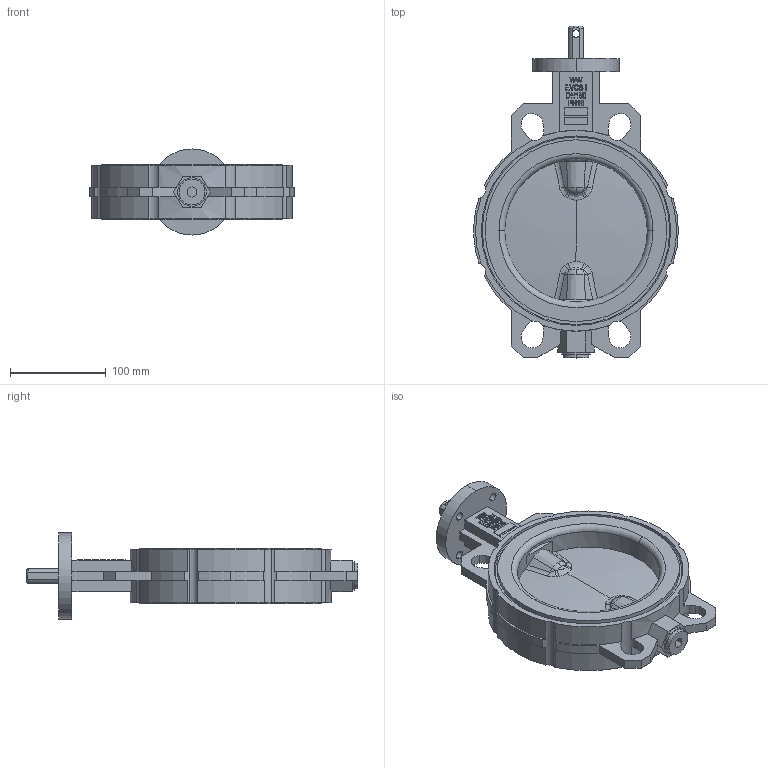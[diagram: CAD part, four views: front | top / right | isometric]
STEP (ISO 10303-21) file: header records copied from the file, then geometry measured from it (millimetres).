
FILE_DESCRIPTION (( 'STEP AP214' ), '1' );
FILE_NAME ('EVCS-i DN150 PN16 F07-L16.STEP', '2024-04-24T10:28:46', ( '' ), ( '' ), 'SwSTEP 2.0', 'SolidWorks 2015', '' );
FILE_SCHEMA (( 'AUTOMOTIVE_DESIGN' ));
Length unit declared in the file: millimetre
Products named in the file (1): EVCS-i DN150 PN16 F07-L16
Bounding box: 214 x 347 x 90 mm (x, y, z)
Volume: 1403222.3 mm3; surface area: 184494.1 mm2
Topology: 1 solids, 1 shells, 483 faces, 1316 edges, 863 vertices
Faces by surface type: plane 248, bspline 99, cylinder 96, torus 24, cone 12, sphere 4
Entity records: 24738 total; most frequent: CARTESIAN_POINT 8500, ORIENTED_EDGE 2632, DIRECTION 2159, EDGE_CURVE 1316, VERTEX_POINT 863, VECTOR 763, LINE 763, AXIS2_PLACEMENT_3D 698
